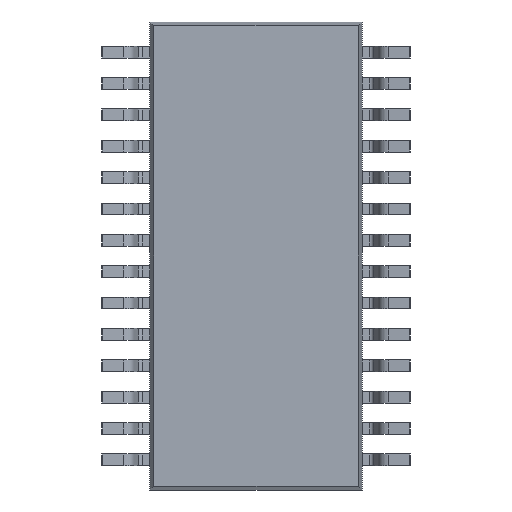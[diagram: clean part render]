
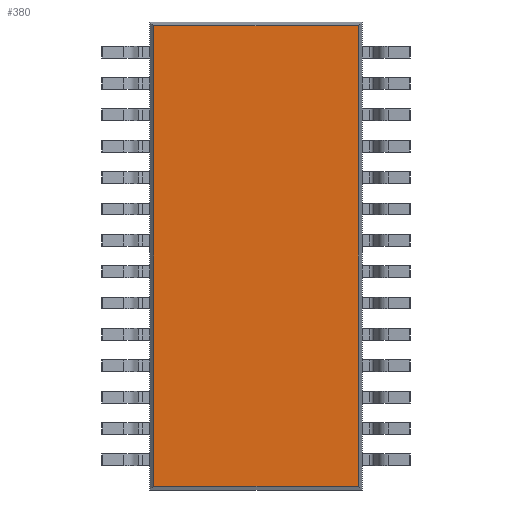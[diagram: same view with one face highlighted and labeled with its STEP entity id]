
A CAD part, front view. The second image highlights one B-rep face of the part: STEP entity #380.
In plain terms, the highlighted planar face has unit normal (0, -1, 0).
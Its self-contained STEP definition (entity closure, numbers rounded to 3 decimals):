
#4 = ORIENTED_EDGE ( 'NONE', *, *, #5055, .T. ) ;
#333 = CARTESIAN_POINT ( 'NONE',  ( -2.121, 0.15, -4.771 ) ) ;
#380 = ADVANCED_FACE ( 'NONE', ( #9641 ), #9012, .T. ) ;
#1420 = CARTESIAN_POINT ( 'NONE',  ( 2.121, 0.15, -4.85 ) ) ;
#2044 = DIRECTION ( 'NONE',  ( 0., -1., 0. ) ) ;
#2121 = CARTESIAN_POINT ( 'NONE',  ( 2.121, 0.15, -4.771 ) ) ;
#2158 = CARTESIAN_POINT ( 'NONE',  ( -2.121, 0.15, 4.85 ) ) ;
#2615 = VECTOR ( 'NONE', #2940, 1000. ) ;
#2940 = DIRECTION ( 'NONE',  ( 0., 0., -1. ) ) ;
#3608 = VERTEX_POINT ( 'NONE', #10469 ) ;
#4102 = EDGE_LOOP ( 'NONE', ( #4, #4136, #12689, #8382 ) ) ;
#4136 = ORIENTED_EDGE ( 'NONE', *, *, #10149, .T. ) ;
#4182 = CARTESIAN_POINT ( 'NONE',  ( 2.121, 0.15, 4.771 ) ) ;
#4239 = LINE ( 'NONE', #5997, #12775 ) ;
#4303 = LINE ( 'NONE', #6095, #12518 ) ;
#4811 = AXIS2_PLACEMENT_3D ( 'NONE', #10895, #2044, #8841 ) ;
#5055 = EDGE_CURVE ( 'NONE', #10574, #8951, #4239, .T. ) ;
#5997 = CARTESIAN_POINT ( 'NONE',  ( -2.2, 0.15, -4.771 ) ) ;
#6095 = CARTESIAN_POINT ( 'NONE',  ( 2.2, 0.15, 4.771 ) ) ;
#7951 = DIRECTION ( 'NONE',  ( 1., 0., 0. ) ) ;
#8341 = LINE ( 'NONE', #1420, #12716 ) ;
#8382 = ORIENTED_EDGE ( 'NONE', *, *, #9314, .T. ) ;
#8841 = DIRECTION ( 'NONE',  ( 0., 0., -1. ) ) ;
#8919 = DIRECTION ( 'NONE',  ( -1., 0., 0. ) ) ;
#8951 = VERTEX_POINT ( 'NONE', #2121 ) ;
#9012 = PLANE ( 'NONE',  #4811 ) ;
#9282 = DIRECTION ( 'NONE',  ( 0., 0., 1. ) ) ;
#9314 = EDGE_CURVE ( 'NONE', #3608, #10574, #11458, .T. ) ;
#9641 = FACE_OUTER_BOUND ( 'NONE', #4102, .T. ) ;
#10084 = EDGE_CURVE ( 'NONE', #11690, #3608, #4303, .T. ) ;
#10149 = EDGE_CURVE ( 'NONE', #8951, #11690, #8341, .T. ) ;
#10469 = CARTESIAN_POINT ( 'NONE',  ( -2.121, 0.15, 4.771 ) ) ;
#10574 = VERTEX_POINT ( 'NONE', #333 ) ;
#10895 = CARTESIAN_POINT ( 'NONE',  ( 0., 0.15, 0. ) ) ;
#11458 = LINE ( 'NONE', #2158, #2615 ) ;
#11690 = VERTEX_POINT ( 'NONE', #4182 ) ;
#12518 = VECTOR ( 'NONE', #8919, 1000. ) ;
#12689 = ORIENTED_EDGE ( 'NONE', *, *, #10084, .T. ) ;
#12716 = VECTOR ( 'NONE', #9282, 1000. ) ;
#12775 = VECTOR ( 'NONE', #7951, 1000. ) ;
